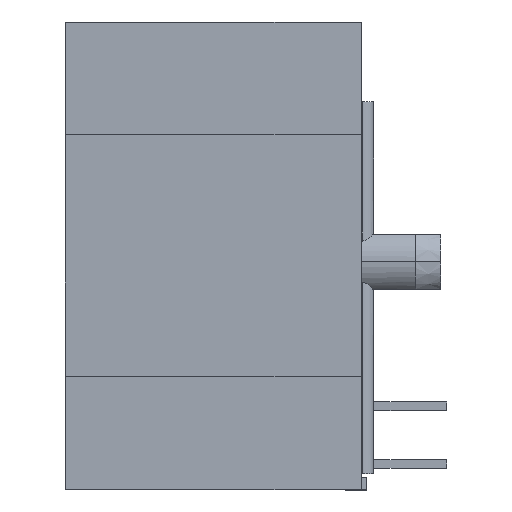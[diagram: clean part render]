
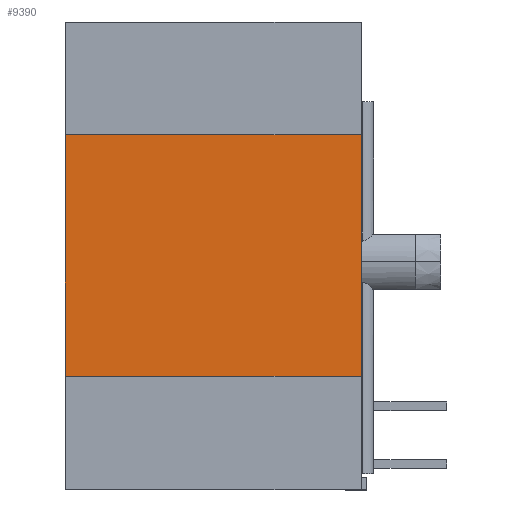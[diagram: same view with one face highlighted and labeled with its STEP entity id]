
A CAD part, left-side view. The second image highlights one B-rep face of the part: STEP entity #9390.
In plain terms, the highlighted planar face has unit normal (-1, 0, 0).
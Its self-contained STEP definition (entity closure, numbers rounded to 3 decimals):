
#388 = VERTEX_POINT ( 'NONE', #34127 ) ;
#425 = ORIENTED_EDGE ( 'NONE', *, *, #33527, .F. ) ;
#4436 = DIRECTION ( 'NONE',  ( 0., -1., 0. ) ) ;
#4525 = ORIENTED_EDGE ( 'NONE', *, *, #33208, .T. ) ;
#4616 = EDGE_CURVE ( 'NONE', #388, #14805, #23035, .T. ) ;
#7187 = LINE ( 'NONE', #23352, #22149 ) ;
#7308 = DIRECTION ( 'NONE',  ( 0., 0., 1. ) ) ;
#8050 = EDGE_CURVE ( 'NONE', #23673, #14805, #28606, .T. ) ;
#9390 = ADVANCED_FACE ( 'NONE', ( #32800 ), #21367, .F. ) ;
#9802 = VERTEX_POINT ( 'NONE', #17781 ) ;
#9846 = CARTESIAN_POINT ( 'NONE',  ( 0., 13., -4.95 ) ) ;
#9936 = VECTOR ( 'NONE', #12669, 1000. ) ;
#10199 = CARTESIAN_POINT ( 'NONE',  ( 0., 13., -4.95 ) ) ;
#11197 = DIRECTION ( 'NONE',  ( 1., 0., 0. ) ) ;
#11388 = EDGE_LOOP ( 'NONE', ( #15106, #25783, #425, #4525 ) ) ;
#12669 = DIRECTION ( 'NONE',  ( 0., 0., 1. ) ) ;
#13153 = CARTESIAN_POINT ( 'NONE',  ( 0., 0., -4.95 ) ) ;
#14805 = VERTEX_POINT ( 'NONE', #13153 ) ;
#15106 = ORIENTED_EDGE ( 'NONE', *, *, #4616, .T. ) ;
#15999 = VECTOR ( 'NONE', #7308, 1000. ) ;
#17686 = CARTESIAN_POINT ( 'NONE',  ( 0., 13., -15.57 ) ) ;
#17781 = CARTESIAN_POINT ( 'NONE',  ( 0., 13., -15.57 ) ) ;
#18727 = CARTESIAN_POINT ( 'NONE',  ( 0., 13., -15.57 ) ) ;
#19679 = VECTOR ( 'NONE', #4436, 1000. ) ;
#19809 = AXIS2_PLACEMENT_3D ( 'NONE', #18727, #11197, #29459 ) ;
#21367 = PLANE ( 'NONE',  #19809 ) ;
#22149 = VECTOR ( 'NONE', #28598, 1000. ) ;
#23035 = LINE ( 'NONE', #23379, #9936 ) ;
#23352 = CARTESIAN_POINT ( 'NONE',  ( 0., 13., -15.57 ) ) ;
#23379 = CARTESIAN_POINT ( 'NONE',  ( 0., 0., -15.57 ) ) ;
#23673 = VERTEX_POINT ( 'NONE', #10199 ) ;
#25783 = ORIENTED_EDGE ( 'NONE', *, *, #8050, .F. ) ;
#28598 = DIRECTION ( 'NONE',  ( 0., -1., 0. ) ) ;
#28606 = LINE ( 'NONE', #9846, #19679 ) ;
#29459 = DIRECTION ( 'NONE',  ( 0., 0., -1. ) ) ;
#32800 = FACE_OUTER_BOUND ( 'NONE', #11388, .T. ) ;
#33208 = EDGE_CURVE ( 'NONE', #9802, #388, #7187, .T. ) ;
#33527 = EDGE_CURVE ( 'NONE', #9802, #23673, #34374, .T. ) ;
#34127 = CARTESIAN_POINT ( 'NONE',  ( 0., 0., -15.57 ) ) ;
#34374 = LINE ( 'NONE', #17686, #15999 ) ;
